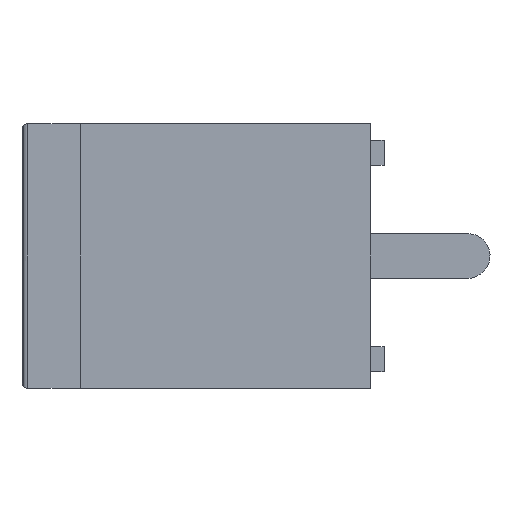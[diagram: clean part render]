
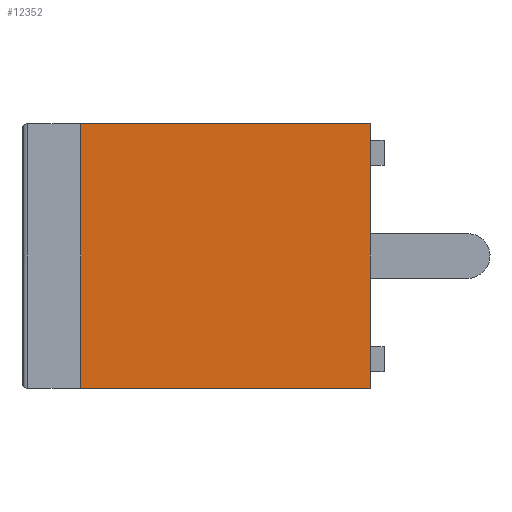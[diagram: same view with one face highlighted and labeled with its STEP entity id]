
A CAD part, left-side view. The second image highlights one B-rep face of the part: STEP entity #12352.
In plain terms, the highlighted planar face has unit normal (-1, 0, 0).
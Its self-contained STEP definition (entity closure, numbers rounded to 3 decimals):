
#30 = LINE ( 'NONE', #9423, #5462 ) ;
#562 = VERTEX_POINT ( 'NONE', #2140 ) ;
#717 = LINE ( 'NONE', #17452, #9009 ) ;
#785 = LINE ( 'NONE', #4420, #15971 ) ;
#1329 = DIRECTION ( 'NONE',  ( 0., 0., 1. ) ) ;
#2140 = CARTESIAN_POINT ( 'NONE',  ( -12.25, 10.4, 4.75 ) ) ;
#3474 = EDGE_LOOP ( 'NONE', ( #18827, #3832, #18233, #8994 ) ) ;
#3832 = ORIENTED_EDGE ( 'NONE', *, *, #14689, .F. ) ;
#4420 = CARTESIAN_POINT ( 'NONE',  ( -12.25, 0., 0. ) ) ;
#5462 = VECTOR ( 'NONE', #6864, 1000. ) ;
#5919 = PLANE ( 'NONE',  #16035 ) ;
#5991 = CARTESIAN_POINT ( 'NONE',  ( -12.25, 10.4, 0. ) ) ;
#6716 = CARTESIAN_POINT ( 'NONE',  ( -12.25, 0., 4.75 ) ) ;
#6864 = DIRECTION ( 'NONE',  ( 0., 0., -1. ) ) ;
#7106 = CARTESIAN_POINT ( 'NONE',  ( -12.25, 0., -4.75 ) ) ;
#8994 = ORIENTED_EDGE ( 'NONE', *, *, #19540, .F. ) ;
#9009 = VECTOR ( 'NONE', #14342, 1000. ) ;
#9423 = CARTESIAN_POINT ( 'NONE',  ( -12.25, 10.4, 0. ) ) ;
#9537 = CARTESIAN_POINT ( 'NONE',  ( -12.25, 10.4, -4.75 ) ) ;
#9911 = DIRECTION ( 'NONE',  ( 0., 1., 0. ) ) ;
#10012 = VECTOR ( 'NONE', #9911, 1000. ) ;
#11336 = VERTEX_POINT ( 'NONE', #6716 ) ;
#11940 = FACE_OUTER_BOUND ( 'NONE', #3474, .T. ) ;
#12352 = ADVANCED_FACE ( 'NONE', ( #11940 ), #5919, .T. ) ;
#13523 = EDGE_CURVE ( 'NONE', #562, #17434, #30, .T. ) ;
#14342 = DIRECTION ( 'NONE',  ( 0., -1., 0. ) ) ;
#14689 = EDGE_CURVE ( 'NONE', #562, #11336, #717, .T. ) ;
#14985 = LINE ( 'NONE', #18805, #10012 ) ;
#15971 = VECTOR ( 'NONE', #1329, 1000. ) ;
#16035 = AXIS2_PLACEMENT_3D ( 'NONE', #5991, #18160, #16427 ) ;
#16427 = DIRECTION ( 'NONE',  ( 0., 1., 0. ) ) ;
#17434 = VERTEX_POINT ( 'NONE', #9537 ) ;
#17452 = CARTESIAN_POINT ( 'NONE',  ( -12.25, 10.4, 4.75 ) ) ;
#17620 = VERTEX_POINT ( 'NONE', #7106 ) ;
#18160 = DIRECTION ( 'NONE',  ( -1., 0., 0. ) ) ;
#18233 = ORIENTED_EDGE ( 'NONE', *, *, #13523, .T. ) ;
#18575 = EDGE_CURVE ( 'NONE', #17620, #11336, #785, .T. ) ;
#18805 = CARTESIAN_POINT ( 'NONE',  ( -12.25, 10.4, -4.75 ) ) ;
#18827 = ORIENTED_EDGE ( 'NONE', *, *, #18575, .T. ) ;
#19540 = EDGE_CURVE ( 'NONE', #17620, #17434, #14985, .T. ) ;
